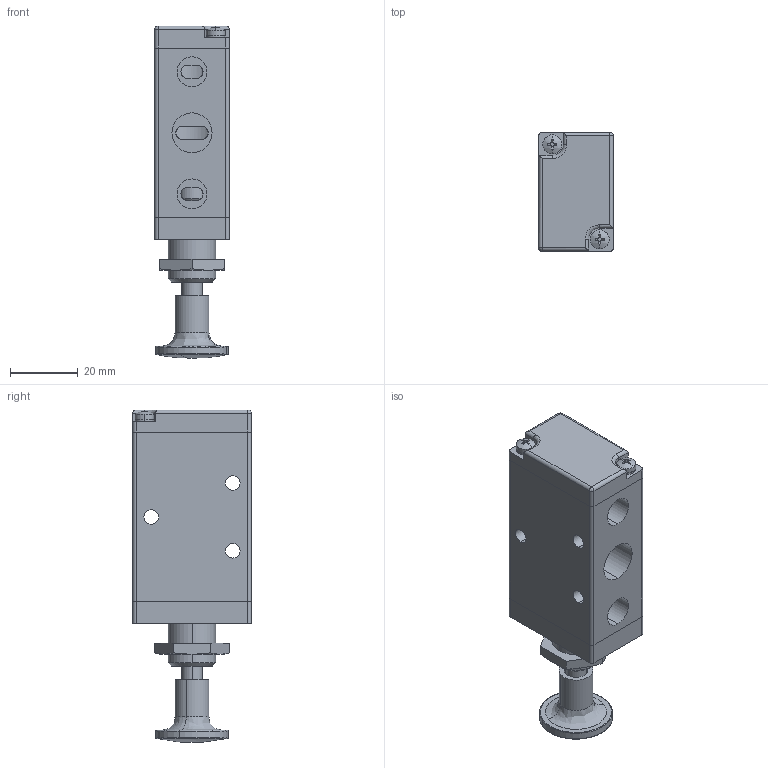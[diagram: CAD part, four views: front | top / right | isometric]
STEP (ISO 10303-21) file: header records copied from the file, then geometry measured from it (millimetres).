
FILE_DESCRIPTION (( 'STEP AP203' ), '1' );
FILE_NAME ('4R210-08.step', '2017-02-28T22:57:08', ( '' ), ( '' ), 'SwSTEP 2.0', 'SolidWorks 2016', '' );
FILE_SCHEMA (( 'CONFIG_CONTROL_DESIGN' ));
Length unit declared in the file: millimetre
Products named in the file (1): 4R210-08
Bounding box: 22 x 35 x 97.87 mm (x, y, z)
Volume: 39238.8 mm3; surface area: 21326.3 mm2
Topology: 12 solids, 12 shells, 308 faces, 757 edges, 483 vertices
Faces by surface type: cylinder 136, plane 126, cone 24, bspline 22
Entity records: 9851 total; most frequent: CARTESIAN_POINT 2623, DIRECTION 1496, ORIENTED_EDGE 1490, EDGE_CURVE 745, AXIS2_PLACEMENT_3D 594, VERTEX_POINT 483, EDGE_LOOP 360, ADVANCED_FACE 308
